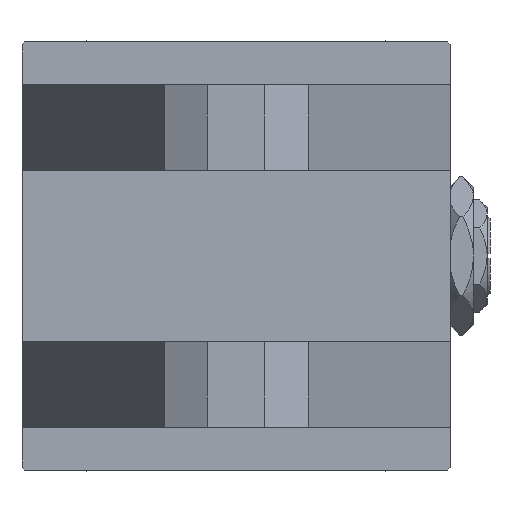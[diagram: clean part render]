
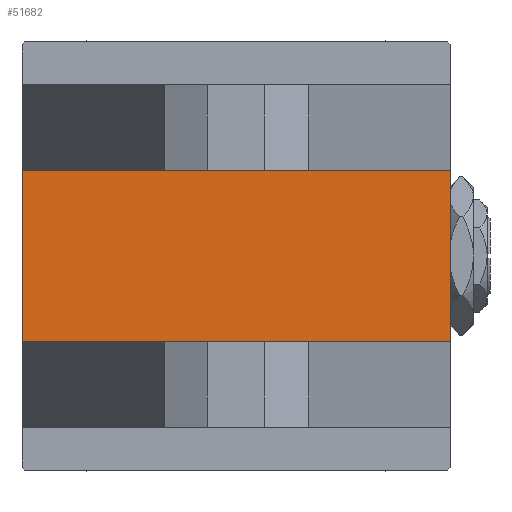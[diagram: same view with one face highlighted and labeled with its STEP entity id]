
A CAD part, left-side view. The second image highlights one B-rep face of the part: STEP entity #51682.
In plain terms, the highlighted planar face has unit normal (-1, 0, 0).
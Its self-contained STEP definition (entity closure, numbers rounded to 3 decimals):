
#2578 = VERTEX_POINT ( 'NONE', #15352 ) ;
#2635 = AXIS2_PLACEMENT_3D ( 'NONE', #51821, #11538, #28330 ) ;
#3007 = CARTESIAN_POINT ( 'NONE',  ( 0., 37.5, 37.5 ) ) ;
#3133 = ORIENTED_EDGE ( 'NONE', *, *, #13837, .F. ) ;
#6960 = LINE ( 'NONE', #3007, #33311 ) ;
#10901 = VECTOR ( 'NONE', #30978, 1000. ) ;
#11538 = DIRECTION ( 'NONE',  ( -1., 0., 0. ) ) ;
#12387 = VECTOR ( 'NONE', #34203, 1000. ) ;
#13322 = CARTESIAN_POINT ( 'NONE',  ( 0., -15., 37.5 ) ) ;
#13837 = EDGE_CURVE ( 'NONE', #49653, #16566, #6960, .T. ) ;
#15352 = CARTESIAN_POINT ( 'NONE',  ( 0., 15., -37.5 ) ) ;
#16566 = VERTEX_POINT ( 'NONE', #13322 ) ;
#21541 = LINE ( 'NONE', #38680, #12387 ) ;
#21858 = EDGE_CURVE ( 'NONE', #16566, #43596, #27207, .T. ) ;
#22309 = CARTESIAN_POINT ( 'NONE',  ( 0., 15., 37.5 ) ) ;
#22995 = DIRECTION ( 'NONE',  ( 0., 0., -1. ) ) ;
#23373 = FACE_OUTER_BOUND ( 'NONE', #27666, .T. ) ;
#23620 = PLANE ( 'NONE',  #2635 ) ;
#23761 = DIRECTION ( 'NONE',  ( 0., -1., 0. ) ) ;
#24549 = EDGE_CURVE ( 'NONE', #2578, #43596, #40895, .T. ) ;
#27207 = LINE ( 'NONE', #27716, #45361 ) ;
#27666 = EDGE_LOOP ( 'NONE', ( #51736, #38202, #3133, #31343 ) ) ;
#27716 = CARTESIAN_POINT ( 'NONE',  ( 0., -15., 37.5 ) ) ;
#28330 = DIRECTION ( 'NONE',  ( 0., 0., 1. ) ) ;
#30978 = DIRECTION ( 'NONE',  ( 0., -1., 0. ) ) ;
#31343 = ORIENTED_EDGE ( 'NONE', *, *, #43318, .T. ) ;
#33311 = VECTOR ( 'NONE', #23761, 1000. ) ;
#34203 = DIRECTION ( 'NONE',  ( 0., 0., -1. ) ) ;
#34947 = CARTESIAN_POINT ( 'NONE',  ( 0., 37.5, -37.5 ) ) ;
#38202 = ORIENTED_EDGE ( 'NONE', *, *, #21858, .F. ) ;
#38680 = CARTESIAN_POINT ( 'NONE',  ( 0., 15., 37.5 ) ) ;
#40895 = LINE ( 'NONE', #34947, #10901 ) ;
#43318 = EDGE_CURVE ( 'NONE', #49653, #2578, #21541, .T. ) ;
#43596 = VERTEX_POINT ( 'NONE', #44561 ) ;
#44561 = CARTESIAN_POINT ( 'NONE',  ( 0., -15., -37.5 ) ) ;
#45361 = VECTOR ( 'NONE', #22995, 1000. ) ;
#49653 = VERTEX_POINT ( 'NONE', #22309 ) ;
#51682 = ADVANCED_FACE ( 'NONE', ( #23373 ), #23620, .T. ) ;
#51736 = ORIENTED_EDGE ( 'NONE', *, *, #24549, .T. ) ;
#51821 = CARTESIAN_POINT ( 'NONE',  ( 0., 0., 0. ) ) ;
